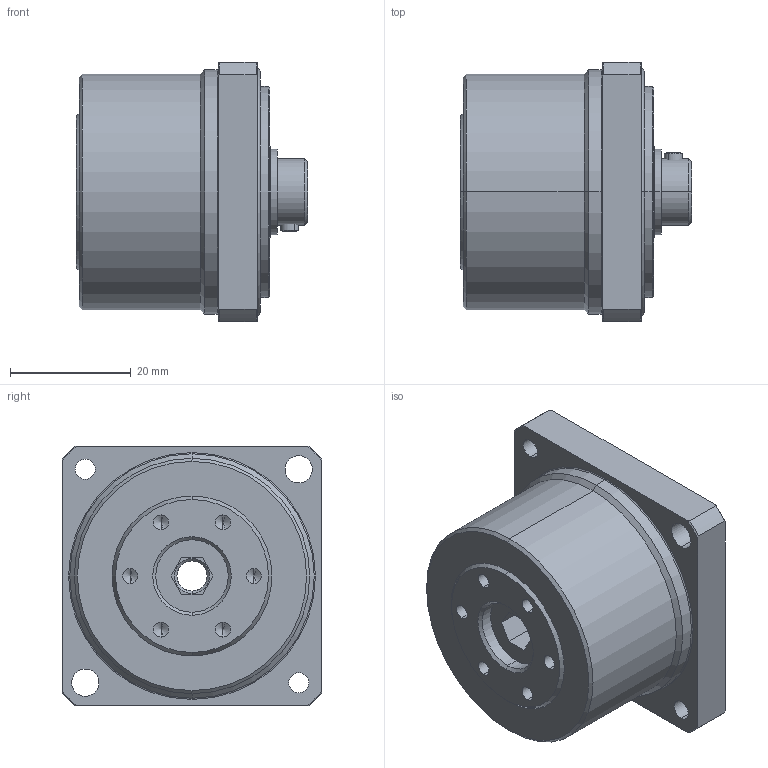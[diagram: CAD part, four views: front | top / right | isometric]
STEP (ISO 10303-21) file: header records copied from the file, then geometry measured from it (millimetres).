
FILE_DESCRIPTION (( 'STEP AP214' ), '1' );
FILE_NAME ('CSF-11-XXX-2XH-F.STEP', '2016-07-21T12:23:00', ( '' ), ( '' ), 'SwSTEP 2.0', 'SolidWorks 2015', '' );
FILE_SCHEMA (( 'AUTOMOTIVE_DESIGN' ));
Length unit declared in the file: millimetre
Products named in the file (1): CSF-11-XXX-2XH-F
Bounding box: 38.3 x 43 x 43 mm (x, y, z)
Volume: 34017.4 mm3; surface area: 20411.8 mm2
Topology: 6 solids, 6 shells, 248 faces, 552 edges, 328 vertices
Faces by surface type: cylinder 88, cone 88, plane 56, torus 16
Entity records: 9755 total; most frequent: CARTESIAN_POINT 1329, DIRECTION 1278, ORIENTED_EDGE 1072, EDGE_CURVE 536, AXIS2_PLACEMENT_3D 521, VERTEX_POINT 328, EDGE_LOOP 296, CIRCLE 272
